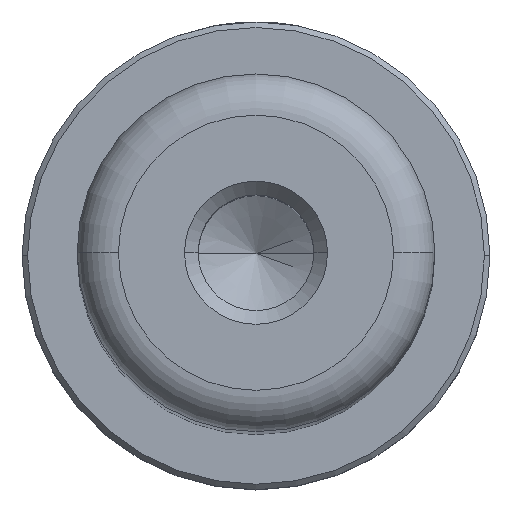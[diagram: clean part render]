
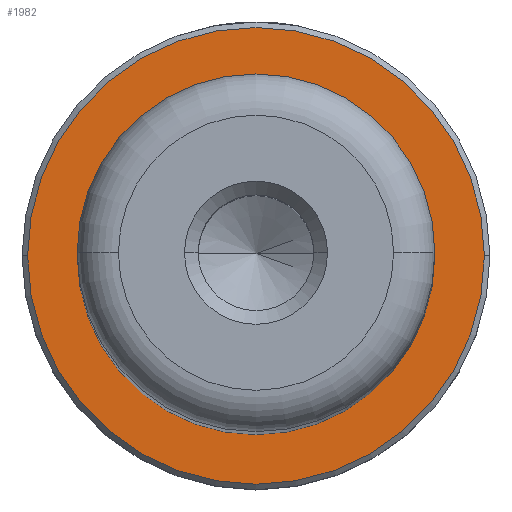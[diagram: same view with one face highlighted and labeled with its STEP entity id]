
A CAD part, top view. The second image highlights one B-rep face of the part: STEP entity #1982.
In plain terms, the highlighted planar face has unit normal (0, 0, 1).
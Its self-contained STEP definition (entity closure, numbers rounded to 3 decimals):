
#14 = CARTESIAN_POINT ( 'NONE',  ( 0., 0., 15. ) ) ;
#41 = DIRECTION ( 'NONE',  ( 0., 0., 1. ) ) ;
#73 = EDGE_LOOP ( 'NONE', ( #650, #473 ) ) ;
#78 = EDGE_LOOP ( 'NONE', ( #1746, #902 ) ) ;
#126 = AXIS2_PLACEMENT_3D ( 'NONE', #14, #306, #896 ) ;
#289 = CARTESIAN_POINT ( 'NONE',  ( -6., 0., 15. ) ) ;
#290 = EDGE_CURVE ( 'NONE', #879, #1372, #1990, .T. ) ;
#306 = DIRECTION ( 'NONE',  ( 0., 0., -1. ) ) ;
#416 = EDGE_CURVE ( 'NONE', #1372, #879, #1665, .T. ) ;
#418 = AXIS2_PLACEMENT_3D ( 'NONE', #1580, #538, #1732 ) ;
#423 = DIRECTION ( 'NONE',  ( 0., 0., 1. ) ) ;
#473 = ORIENTED_EDGE ( 'NONE', *, *, #1089, .T. ) ;
#477 = CARTESIAN_POINT ( 'NONE',  ( 6., 0., 15. ) ) ;
#538 = DIRECTION ( 'NONE',  ( 0., 0., 1. ) ) ;
#650 = ORIENTED_EDGE ( 'NONE', *, *, #1616, .T. ) ;
#727 = CARTESIAN_POINT ( 'NONE',  ( 0., 0., 15. ) ) ;
#769 = DIRECTION ( 'NONE',  ( -1., 0., 0. ) ) ;
#879 = VERTEX_POINT ( 'NONE', #289 ) ;
#896 = DIRECTION ( 'NONE',  ( -1., 0., 0. ) ) ;
#902 = ORIENTED_EDGE ( 'NONE', *, *, #416, .T. ) ;
#908 = CARTESIAN_POINT ( 'NONE',  ( 8.3, 0., 15. ) ) ;
#917 = DIRECTION ( 'NONE',  ( 0., 0., -1. ) ) ;
#932 = AXIS2_PLACEMENT_3D ( 'NONE', #727, #917, #769 ) ;
#1089 = EDGE_CURVE ( 'NONE', #2019, #1572, #1279, .T. ) ;
#1279 = CIRCLE ( 'NONE', #418, 8.3 ) ;
#1372 = VERTEX_POINT ( 'NONE', #477 ) ;
#1383 = FACE_BOUND ( 'NONE', #78, .T. ) ;
#1474 = CARTESIAN_POINT ( 'NONE',  ( 0., 0., 15. ) ) ;
#1572 = VERTEX_POINT ( 'NONE', #2041 ) ;
#1580 = CARTESIAN_POINT ( 'NONE',  ( 0., 0., 15. ) ) ;
#1584 = CARTESIAN_POINT ( 'NONE',  ( 0., 0., 15. ) ) ;
#1616 = EDGE_CURVE ( 'NONE', #1572, #2019, #1755, .T. ) ;
#1630 = DIRECTION ( 'NONE',  ( 1., 0., 0. ) ) ;
#1665 = CIRCLE ( 'NONE', #932, 6. ) ;
#1698 = FACE_OUTER_BOUND ( 'NONE', #73, .T. ) ;
#1732 = DIRECTION ( 'NONE',  ( 1., 0., 0. ) ) ;
#1737 = PLANE ( 'NONE',  #2063 ) ;
#1746 = ORIENTED_EDGE ( 'NONE', *, *, #290, .T. ) ;
#1755 = CIRCLE ( 'NONE', #1955, 8.3 ) ;
#1885 = DIRECTION ( 'NONE',  ( 1., 0., 0. ) ) ;
#1955 = AXIS2_PLACEMENT_3D ( 'NONE', #1474, #423, #1630 ) ;
#1982 = ADVANCED_FACE ( 'NONE', ( #1698, #1383 ), #1737, .T. ) ;
#1990 = CIRCLE ( 'NONE', #126, 6. ) ;
#2019 = VERTEX_POINT ( 'NONE', #908 ) ;
#2041 = CARTESIAN_POINT ( 'NONE',  ( -8.3, 0., 15. ) ) ;
#2063 = AXIS2_PLACEMENT_3D ( 'NONE', #1584, #41, #1885 ) ;
